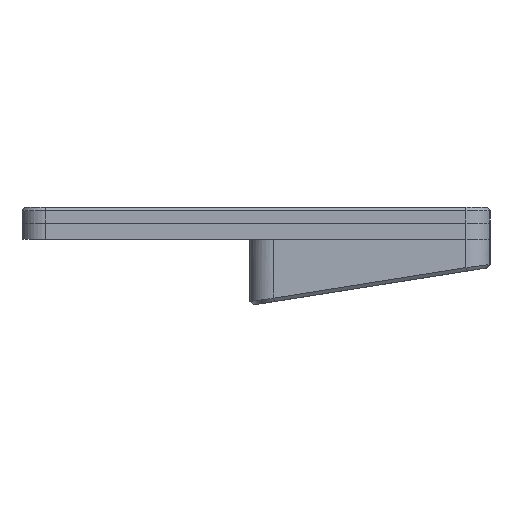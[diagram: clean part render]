
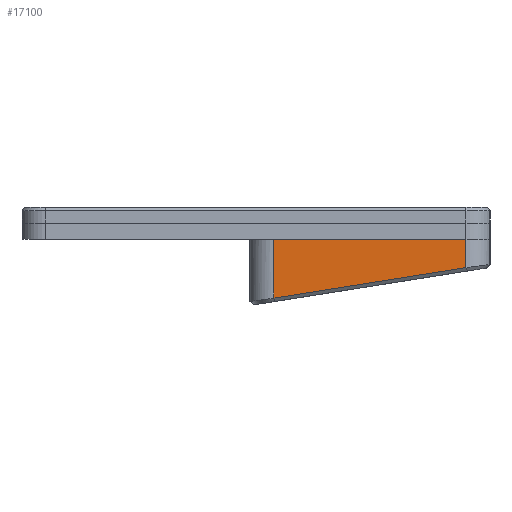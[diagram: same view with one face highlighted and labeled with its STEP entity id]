
A CAD part, left-side view. The second image highlights one B-rep face of the part: STEP entity #17100.
In plain terms, the highlighted planar face has unit normal (-1, 0, 0).
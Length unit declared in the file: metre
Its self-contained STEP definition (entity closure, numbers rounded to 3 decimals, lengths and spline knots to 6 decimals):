
#922=LINE('',#23214,#2534);
#923=LINE('',#23217,#2535);
#924=LINE('',#23219,#2536);
#925=LINE('',#23221,#2537);
#2534=VECTOR('',#19008,1.);
#2535=VECTOR('',#19009,1.);
#2536=VECTOR('',#19010,1.);
#2537=VECTOR('',#19011,1.);
#4458=ORIENTED_EDGE('',*,*,#9774,.T.);
#4459=ORIENTED_EDGE('',*,*,#9775,.T.);
#4460=ORIENTED_EDGE('',*,*,#9776,.T.);
#4461=ORIENTED_EDGE('',*,*,#9777,.F.);
#9774=EDGE_CURVE('',#12432,#12433,#922,.F.);
#9775=EDGE_CURVE('',#12433,#12434,#923,.T.);
#9776=EDGE_CURVE('',#12434,#12435,#924,.T.);
#9777=EDGE_CURVE('',#12432,#12435,#925,.T.);
#12432=VERTEX_POINT('',#23215);
#12433=VERTEX_POINT('',#23216);
#12434=VERTEX_POINT('',#23218);
#12435=VERTEX_POINT('',#23220);
#14603=EDGE_LOOP('',(#4458,#4459,#4460,#4461));
#15655=FACE_BOUND('',#14603,.T.);
#16660=PLANE('',#18104);
#17100=ADVANCED_FACE('',(#15655),#16660,.T.);
#18104=AXIS2_PLACEMENT_3D('',#23213,#19006,#19007);
#19006=DIRECTION('',(-1.,0.,0.));
#19007=DIRECTION('',(0.,0.,1.));
#19008=DIRECTION('',(0.,0.,1.));
#19009=DIRECTION('',(0.,-0.988,0.156));
#19010=DIRECTION('',(0.,0.,1.));
#19011=DIRECTION('',(0.,-1.,0.));
#23213=CARTESIAN_POINT('',(-0.083851,-0.000373,-0.035));
#23214=CARTESIAN_POINT('',(-0.083851,0.011627,-0.022286));
#23215=CARTESIAN_POINT('',(-0.083851,0.011627,-0.014));
#23216=CARTESIAN_POINT('',(-0.083851,0.011627,-0.021368));
#23217=CARTESIAN_POINT('',(-0.083851,0.002027,-0.019847));
#23218=CARTESIAN_POINT('',(-0.083851,-0.012373,-0.017567));
#23219=CARTESIAN_POINT('',(-0.083851,-0.012373,-0.035));
#23220=CARTESIAN_POINT('',(-0.083851,-0.012373,-0.014));
#23221=CARTESIAN_POINT('',(-0.083851,-0.000373,-0.014));
